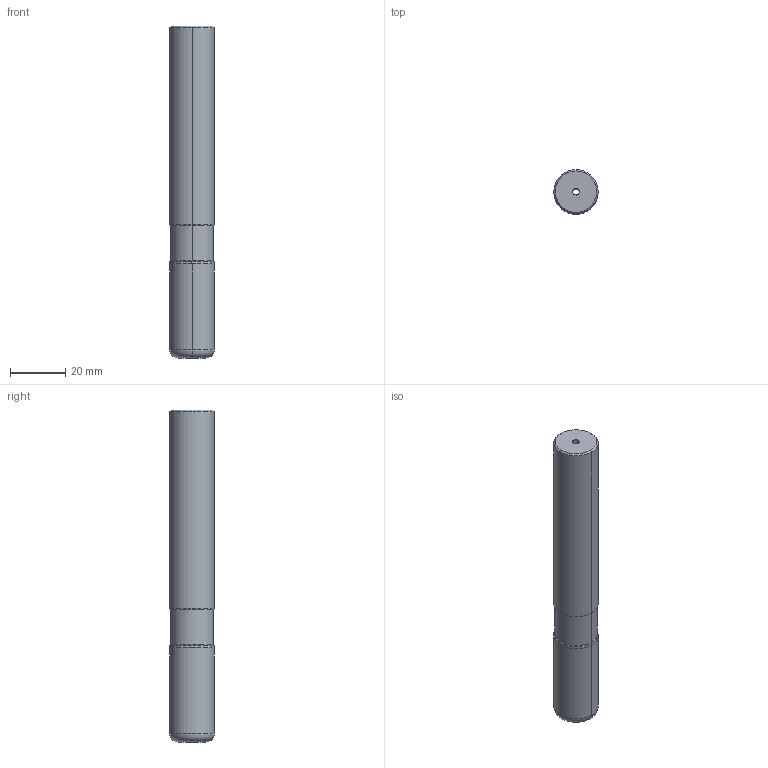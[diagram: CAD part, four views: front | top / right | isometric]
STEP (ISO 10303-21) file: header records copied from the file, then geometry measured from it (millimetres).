
FILE_DESCRIPTION(/* description */ (''),/* implementation_level */ '2;1');
FILE_NAME(/* name */ 'VQT5MVRB160R300N48C.stp',/* time_stamp */ '2023-03-17T09:17:48+09:00',/* author */ (''),/* organization */ (''),/* preprocessor_version */ 'ST-DEVELOPER v16',/* originating_system */ 'SIEMENS PLM Software NX 10.0',/* authorisation */ '');
FILE_SCHEMA (('AUTOMOTIVE_DESIGN { 1 0 10303 214 3 1 1 1 }'));
Length unit declared in the file: millimetre
Products named in the file (1): VQT5MVRB160R300N48C_ASM
Bounding box: 16 x 16 x 120 mm (x, y, z)
Volume: 23328.1 mm3; surface area: 7628.4 mm2
Topology: 2 solids, 2 shells, 24 faces, 53 edges, 39 vertices
Faces by surface type: cylinder 10, cone 6, plane 4, torus 2, bspline 2
Entity records: 852 total; most frequent: CARTESIAN_POINT 171, DIRECTION 152, ORIENTED_EDGE 96, AXIS2_PLACEMENT_3D 66, EDGE_CURVE 48, CIRCLE 33, EDGE_LOOP 28, VERTEX_POINT 28
